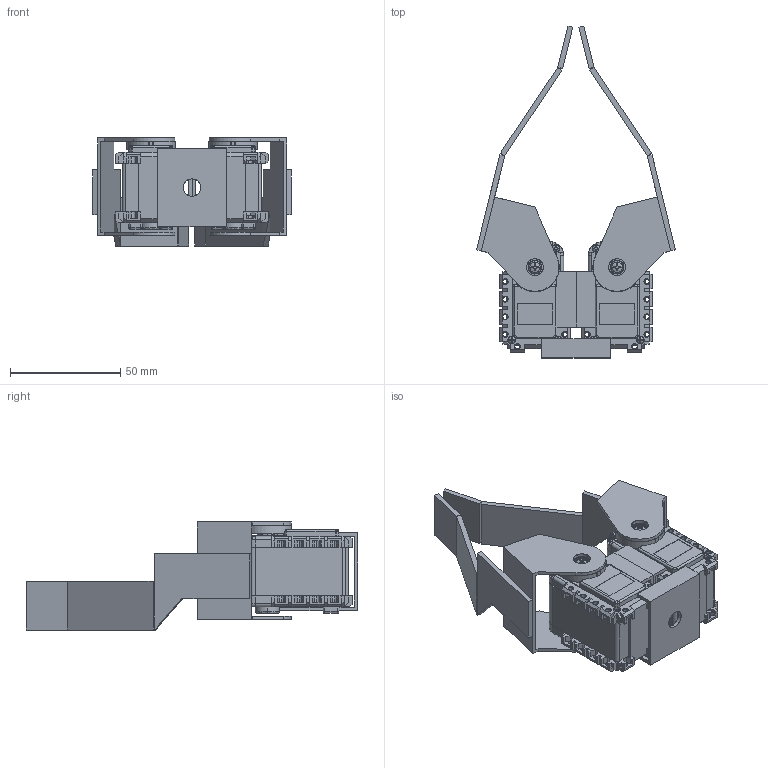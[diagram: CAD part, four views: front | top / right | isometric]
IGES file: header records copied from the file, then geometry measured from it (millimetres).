
Start section: SolidWorks IGES file using analytic representation for surfaces
Global section: file name: Assem Dual Gripper.IGS; native system: SolidWorks 2016; preprocessor: SolidWorks 2016; author: algarcia; date: 160425.093527; units: inch
Bounding box: 90.19 x 150.6 x 49.02 mm (x, y, z)
Surface area: 60496 mm2 (no closed solid volume)
Topology: 0 solids, 0 shells, 2978 faces, 28354 edges, 28268 vertices
Faces by surface type: bspline 2102, revolution 876
